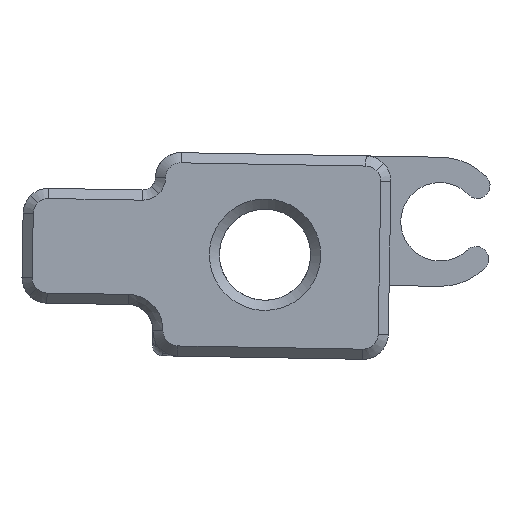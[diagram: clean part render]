
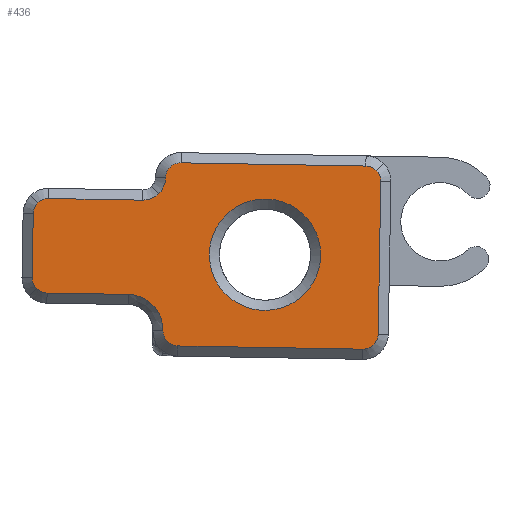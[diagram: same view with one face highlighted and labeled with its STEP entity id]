
A CAD part, front view. The second image highlights one B-rep face of the part: STEP entity #436.
In plain terms, the highlighted planar face has unit normal (0, -1, 0).
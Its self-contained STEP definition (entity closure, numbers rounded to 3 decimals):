
#271 = VERTEX_POINT('',#272);
#272 = CARTESIAN_POINT('',(10.561,13.156,123.224));
#279 = EDGE_CURVE('',#271,#271,#280,.T.);
#280 = B_SPLINE_CURVE_WITH_KNOTS('',3,(#281,#282,#283,#284,#285,#286,
    #287,#288,#289,#290),.UNSPECIFIED.,.T.,.F.,(1,3,1,1,1,1,1,1,3,1),(
    -5.61,-4.712,-3.815,-2.917,-2.02,
    -1.122,-0.224,0.673,1.571,2.468),
  .UNSPECIFIED.);
#281 = CARTESIAN_POINT('',(10.561,13.156,123.224));
#282 = CARTESIAN_POINT('',(10.572,13.156,123.882));
#283 = CARTESIAN_POINT('',(9.965,13.156,125.201));
#284 = CARTESIAN_POINT('',(7.842,13.156,125.73));
#285 = CARTESIAN_POINT('',(6.114,13.156,124.393));
#286 = CARTESIAN_POINT('',(6.07,13.156,122.209));
#287 = CARTESIAN_POINT('',(7.759,13.156,120.819));
#288 = CARTESIAN_POINT('',(9.897,13.156,121.265));
#289 = CARTESIAN_POINT('',(10.549,13.156,122.566));
#290 = CARTESIAN_POINT('',(10.561,13.156,123.224));
#436 = ADVANCED_FACE('',(#437,#601),#604,.F.);
#437 = FACE_BOUND('',#438,.T.);
#438 = EDGE_LOOP('',(#439,#453,#462,#471,#479,#488,#497,#505,#514,#523,
    #531,#540,#552,#560,#569,#577,#586,#595));
#439 = ORIENTED_EDGE('',*,*,#440,.F.);
#440 = EDGE_CURVE('',#441,#443,#445,.T.);
#441 = VERTEX_POINT('',#442);
#442 = CARTESIAN_POINT('',(4.438,13.156,126.3));
#443 = VERTEX_POINT('',#444);
#444 = CARTESIAN_POINT('',(5.048,13.156,126.889));
#445 = B_SPLINE_CURVE_WITH_KNOTS('',3,(#446,#447,#448,#449,#450,#451,
    #452),.UNSPECIFIED.,.F.,.F.,(4,3,4),(-0.785,0.,
    0.785),.UNSPECIFIED.);
#446 = CARTESIAN_POINT('',(4.438,13.156,126.3));
#447 = CARTESIAN_POINT('',(4.44,13.156,126.457));
#448 = CARTESIAN_POINT('',(4.507,13.156,126.613));
#449 = CARTESIAN_POINT('',(4.621,13.156,126.721));
#450 = CARTESIAN_POINT('',(4.734,13.156,126.829));
#451 = CARTESIAN_POINT('',(4.891,13.156,126.892));
#452 = CARTESIAN_POINT('',(5.048,13.156,126.889));
#453 = ORIENTED_EDGE('',*,*,#454,.F.);
#454 = EDGE_CURVE('',#455,#441,#457,.T.);
#455 = VERTEX_POINT('',#456);
#456 = CARTESIAN_POINT('',(4.163,13.156,125.668));
#457 = CIRCLE('',#458,0.9);
#458 = AXIS2_PLACEMENT_3D('',#459,#460,#461);
#459 = CARTESIAN_POINT('',(3.538,13.156,126.316));
#460 = DIRECTION('',(0.,-1.,0.));
#461 = DIRECTION('',(0.,0.,1.));
#462 = ORIENTED_EDGE('',*,*,#463,.F.);
#463 = EDGE_CURVE('',#464,#455,#466,.T.);
#464 = VERTEX_POINT('',#465);
#465 = CARTESIAN_POINT('',(3.522,13.156,125.416));
#466 = CIRCLE('',#467,0.9);
#467 = AXIS2_PLACEMENT_3D('',#468,#469,#470);
#468 = CARTESIAN_POINT('',(3.538,13.156,126.316));
#469 = DIRECTION('',(0.,-1.,0.));
#470 = DIRECTION('',(0.,0.,1.));
#471 = ORIENTED_EDGE('',*,*,#472,.F.);
#472 = EDGE_CURVE('',#473,#464,#475,.T.);
#473 = VERTEX_POINT('',#474);
#474 = CARTESIAN_POINT('',(-0.18,13.156,125.481));
#475 = LINE('',#476,#477);
#476 = CARTESIAN_POINT('',(-0.18,13.156,125.481));
#477 = VECTOR('',#478,1.);
#478 = DIRECTION('',(1.,0.,-0.017)
  );
#479 = ORIENTED_EDGE('',*,*,#480,.F.);
#480 = EDGE_CURVE('',#481,#473,#483,.T.);
#481 = VERTEX_POINT('',#482);
#482 = CARTESIAN_POINT('',(-0.608,13.156,125.312));
#483 = CIRCLE('',#484,0.6);
#484 = AXIS2_PLACEMENT_3D('',#485,#486,#487);
#485 = CARTESIAN_POINT('',(-0.191,13.156,124.881));
#486 = DIRECTION('',(0.,1.,0.));
#487 = DIRECTION('',(0.,0.,-1.));
#488 = ORIENTED_EDGE('',*,*,#489,.F.);
#489 = EDGE_CURVE('',#490,#481,#492,.T.);
#490 = VERTEX_POINT('',#491);
#491 = CARTESIAN_POINT('',(-0.791,13.156,124.891));
#492 = CIRCLE('',#493,0.6);
#493 = AXIS2_PLACEMENT_3D('',#494,#495,#496);
#494 = CARTESIAN_POINT('',(-0.191,13.156,124.881));
#495 = DIRECTION('',(0.,1.,0.));
#496 = DIRECTION('',(0.,0.,-1.));
#497 = ORIENTED_EDGE('',*,*,#498,.F.);
#498 = EDGE_CURVE('',#499,#490,#501,.T.);
#499 = VERTEX_POINT('',#500);
#500 = CARTESIAN_POINT('',(-0.835,13.156,122.359));
#501 = LINE('',#502,#503);
#502 = CARTESIAN_POINT('',(-0.835,13.156,122.359));
#503 = VECTOR('',#504,1.);
#504 = DIRECTION('',(0.017,0.,1.)
  );
#505 = ORIENTED_EDGE('',*,*,#506,.F.);
#506 = EDGE_CURVE('',#507,#499,#509,.T.);
#507 = VERTEX_POINT('',#508);
#508 = CARTESIAN_POINT('',(-0.667,13.156,121.932));
#509 = CIRCLE('',#510,0.6);
#510 = AXIS2_PLACEMENT_3D('',#511,#512,#513);
#511 = CARTESIAN_POINT('',(-0.235,13.156,122.349));
#512 = DIRECTION('',(0.,1.,0.));
#513 = DIRECTION('',(0.,0.,-1.));
#514 = ORIENTED_EDGE('',*,*,#515,.F.);
#515 = EDGE_CURVE('',#516,#507,#518,.T.);
#516 = VERTEX_POINT('',#517);
#517 = CARTESIAN_POINT('',(-0.246,13.156,121.749));
#518 = CIRCLE('',#519,0.6);
#519 = AXIS2_PLACEMENT_3D('',#520,#521,#522);
#520 = CARTESIAN_POINT('',(-0.235,13.156,122.349));
#521 = DIRECTION('',(0.,1.,0.));
#522 = DIRECTION('',(0.,0.,-1.));
#523 = ORIENTED_EDGE('',*,*,#524,.F.);
#524 = EDGE_CURVE('',#525,#516,#527,.T.);
#525 = VERTEX_POINT('',#526);
#526 = CARTESIAN_POINT('',(2.957,13.156,121.693));
#527 = LINE('',#528,#529);
#528 = CARTESIAN_POINT('',(2.957,13.156,121.693));
#529 = VECTOR('',#530,1.);
#530 = DIRECTION('',(-1.,0.,0.017
    ));
#531 = ORIENTED_EDGE('',*,*,#532,.F.);
#532 = EDGE_CURVE('',#533,#525,#535,.T.);
#533 = VERTEX_POINT('',#534);
#534 = CARTESIAN_POINT('',(4.332,13.156,120.269));
#535 = CIRCLE('',#536,1.4);
#536 = AXIS2_PLACEMENT_3D('',#537,#538,#539);
#537 = CARTESIAN_POINT('',(2.933,13.156,120.293));
#538 = DIRECTION('',(0.,-1.,0.));
#539 = DIRECTION('',(0.,0.,1.));
#540 = ORIENTED_EDGE('',*,*,#541,.F.);
#541 = EDGE_CURVE('',#542,#533,#544,.T.);
#542 = VERTEX_POINT('',#543);
#543 = CARTESIAN_POINT('',(4.922,13.156,119.659));
#544 = B_SPLINE_CURVE_WITH_KNOTS('',3,(#545,#546,#547,#548,#549,#550,
    #551),.UNSPECIFIED.,.F.,.F.,(4,3,4),(0.785,1.571,
    2.356),.PIECEWISE_BEZIER_KNOTS.);
#545 = CARTESIAN_POINT('',(4.922,13.156,119.659));
#546 = CARTESIAN_POINT('',(4.765,13.156,119.661));
#547 = CARTESIAN_POINT('',(4.61,13.156,119.73));
#548 = CARTESIAN_POINT('',(4.501,13.156,119.842));
#549 = CARTESIAN_POINT('',(4.391,13.156,119.954));
#550 = CARTESIAN_POINT('',(4.33,13.156,120.112));
#551 = CARTESIAN_POINT('',(4.332,13.156,120.269));
#552 = ORIENTED_EDGE('',*,*,#553,.F.);
#553 = EDGE_CURVE('',#554,#542,#556,.T.);
#554 = VERTEX_POINT('',#555);
#555 = CARTESIAN_POINT('',(12.218,13.156,119.531));
#556 = LINE('',#557,#558);
#557 = CARTESIAN_POINT('',(12.218,13.156,119.531));
#558 = VECTOR('',#559,1.);
#559 = DIRECTION('',(-1.,0.,0.017
    ));
#560 = ORIENTED_EDGE('',*,*,#561,.F.);
#561 = EDGE_CURVE('',#562,#554,#564,.T.);
#562 = VERTEX_POINT('',#563);
#563 = CARTESIAN_POINT('',(12.828,13.156,120.121));
#564 = CIRCLE('',#565,0.6);
#565 = AXIS2_PLACEMENT_3D('',#566,#567,#568);
#566 = CARTESIAN_POINT('',(12.228,13.156,120.131));
#567 = DIRECTION('',(0.,1.,0.));
#568 = DIRECTION('',(0.,0.,-1.));
#569 = ORIENTED_EDGE('',*,*,#570,.F.);
#570 = EDGE_CURVE('',#571,#562,#573,.T.);
#571 = VERTEX_POINT('',#572);
#572 = CARTESIAN_POINT('',(12.933,13.156,126.152));
#573 = LINE('',#574,#575);
#574 = CARTESIAN_POINT('',(12.933,13.156,126.152));
#575 = VECTOR('',#576,1.);
#576 = DIRECTION('',(-0.017,0.,
    -1.));
#577 = ORIENTED_EDGE('',*,*,#578,.F.);
#578 = EDGE_CURVE('',#579,#571,#581,.T.);
#579 = VERTEX_POINT('',#580);
#580 = CARTESIAN_POINT('',(12.765,13.156,126.579));
#581 = CIRCLE('',#582,0.6);
#582 = AXIS2_PLACEMENT_3D('',#583,#584,#585);
#583 = CARTESIAN_POINT('',(12.333,13.156,126.162));
#584 = DIRECTION('',(0.,1.,0.));
#585 = DIRECTION('',(0.,0.,-1.));
#586 = ORIENTED_EDGE('',*,*,#587,.F.);
#587 = EDGE_CURVE('',#588,#579,#590,.T.);
#588 = VERTEX_POINT('',#589);
#589 = CARTESIAN_POINT('',(12.344,13.156,126.762));
#590 = CIRCLE('',#591,0.6);
#591 = AXIS2_PLACEMENT_3D('',#592,#593,#594);
#592 = CARTESIAN_POINT('',(12.333,13.156,126.162));
#593 = DIRECTION('',(0.,1.,0.));
#594 = DIRECTION('',(0.,0.,-1.));
#595 = ORIENTED_EDGE('',*,*,#596,.F.);
#596 = EDGE_CURVE('',#443,#588,#597,.T.);
#597 = LINE('',#598,#599);
#598 = CARTESIAN_POINT('',(5.048,13.156,126.889));
#599 = VECTOR('',#600,1.);
#600 = DIRECTION('',(1.,0.,-0.017)
  );
#601 = FACE_BOUND('',#602,.T.);
#602 = EDGE_LOOP('',(#603));
#603 = ORIENTED_EDGE('',*,*,#279,.F.);
#604 = PLANE('',#605);
#605 = AXIS2_PLACEMENT_3D('',#606,#607,#608);
#606 = CARTESIAN_POINT('',(8.516,13.156,102.8));
#607 = DIRECTION('',(0.,1.,0.));
#608 = DIRECTION('',(-1.,0.,
    0.017));
